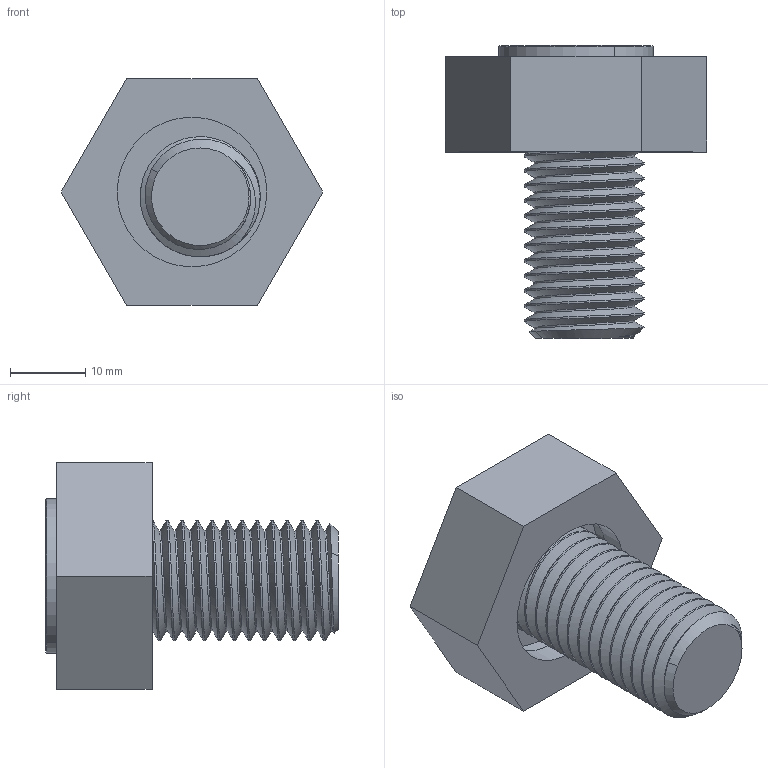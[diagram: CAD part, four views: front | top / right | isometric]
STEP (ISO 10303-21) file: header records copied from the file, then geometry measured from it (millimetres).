
FILE_DESCRIPTION (( 'STEP AP214' ), '1' );
FILE_NAME ('50216.STEP', '2024-09-13T16:12:25', ( '' ), ( '' ), 'SwSTEP 2.0', 'SolidWorks 2021', '' );
FILE_SCHEMA (( 'AUTOMOTIVE_DESIGN' ));
Length unit declared in the file: inch
Products named in the file (3): 50373_50373; 50216; 10592_10592
Assembly tree (2 placements, depth 2):
  50216
    10592_10592
    50373_50373
Bounding box: 34.83 x 39 x 30.16 mm (x, y, z)
Volume: 13134.4 mm3; surface area: 6926.7 mm2
Topology: 2 solids, 2 shells, 71 faces, 181 edges, 117 vertices
Faces by surface type: cylinder 36, plane 25, cone 7, bspline 3
Entity records: 5406 total; most frequent: CARTESIAN_POINT 3757, ORIENTED_EDGE 362, DIRECTION 278, EDGE_CURVE 181, VERTEX_POINT 117, AXIS2_PLACEMENT_3D 94, VECTOR 90, LINE 90
